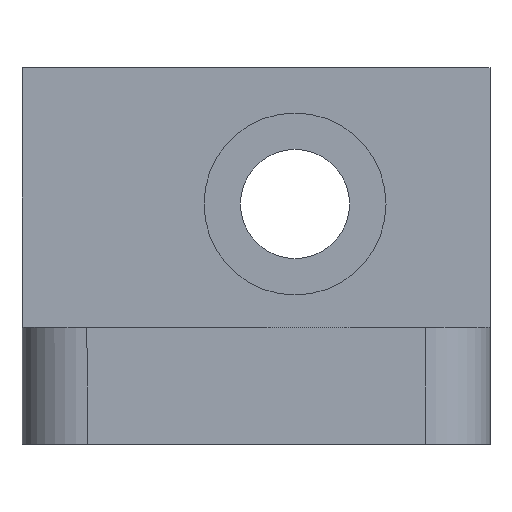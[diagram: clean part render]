
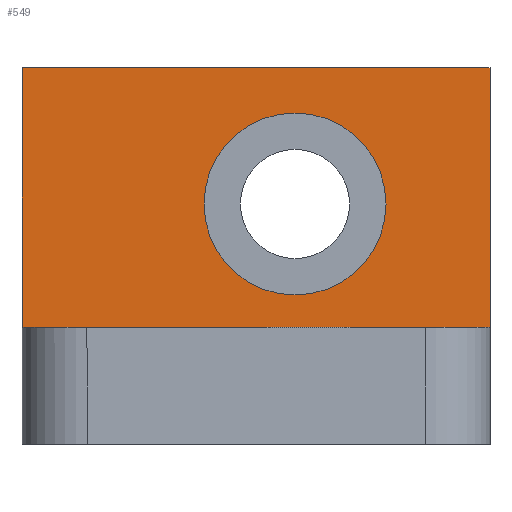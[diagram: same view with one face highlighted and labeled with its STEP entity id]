
A CAD part, left-side view. The second image highlights one B-rep face of the part: STEP entity #549.
In plain terms, the highlighted face is planar.
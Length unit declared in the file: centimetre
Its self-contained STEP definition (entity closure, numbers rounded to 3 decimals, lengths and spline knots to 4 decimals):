
#59=FACE_BOUND('',#142,.T.);
#88=FACE_OUTER_BOUND('',#141,.T.);
#141=EDGE_LOOP('',(#493,#494,#495,#496));
#142=EDGE_LOOP('',(#497));
#155=LINE('',#809,#199);
#160=LINE('',#820,#204);
#165=LINE('',#835,#209);
#177=LINE('',#860,#221);
#199=VECTOR('',#644,2.);
#204=VECTOR('',#653,3.6);
#209=VECTOR('',#668,2.);
#221=VECTOR('',#688,3.6);
#252=CIRCLE('',#599,0.7);
#271=VERTEX_POINT('',#806);
#272=VERTEX_POINT('',#808);
#276=VERTEX_POINT('',#818);
#281=VERTEX_POINT('',#833);
#302=VERTEX_POINT('',#906);
#323=EDGE_CURVE('',#272,#271,#155,.F.);
#329=EDGE_CURVE('',#271,#276,#160,.F.);
#337=EDGE_CURVE('',#276,#281,#165,.F.);
#350=EDGE_CURVE('',#281,#272,#177,.F.);
#368=EDGE_CURVE('',#302,#302,#252,.T.);
#493=ORIENTED_EDGE('',*,*,#329,.T.);
#494=ORIENTED_EDGE('',*,*,#337,.T.);
#495=ORIENTED_EDGE('',*,*,#350,.T.);
#496=ORIENTED_EDGE('',*,*,#323,.T.);
#497=ORIENTED_EDGE('',*,*,#368,.T.);
#519=PLANE('',#603);
#549=ADVANCED_FACE('',(#88,#59),#519,.T.);
#599=AXIS2_PLACEMENT_3D('',#907,#747,#748);
#603=AXIS2_PLACEMENT_3D('',#912,#755,#756);
#644=DIRECTION('',(1.,0.,0.));
#653=DIRECTION('',(0.,1.,0.));
#668=DIRECTION('',(-1.,0.,0.));
#688=DIRECTION('',(0.,-1.,0.));
#747=DIRECTION('center_axis',(0.,0.,-1.));
#748=DIRECTION('ref_axis',(0.,-1.,0.));
#755=DIRECTION('center_axis',(0.,0.,1.));
#756=DIRECTION('ref_axis',(1.,0.,0.));
#806=CARTESIAN_POINT('',(6.7,7.6,-0.1));
#808=CARTESIAN_POINT('',(8.7,7.6,-0.1));
#809=CARTESIAN_POINT('',(6.7,7.6,-0.1));
#818=CARTESIAN_POINT('',(6.7,4.,-0.1));
#820=CARTESIAN_POINT('',(6.7,4.,-0.1));
#833=CARTESIAN_POINT('',(8.7,4.,-0.1));
#835=CARTESIAN_POINT('',(8.7,4.,-0.1));
#860=CARTESIAN_POINT('',(8.7,7.6,-0.1));
#906=CARTESIAN_POINT('',(7.65,4.8,-0.1));
#907=CARTESIAN_POINT('Origin',(7.65,5.5,-0.1));
#912=CARTESIAN_POINT('Origin',(7.65,5.4,-0.1));
